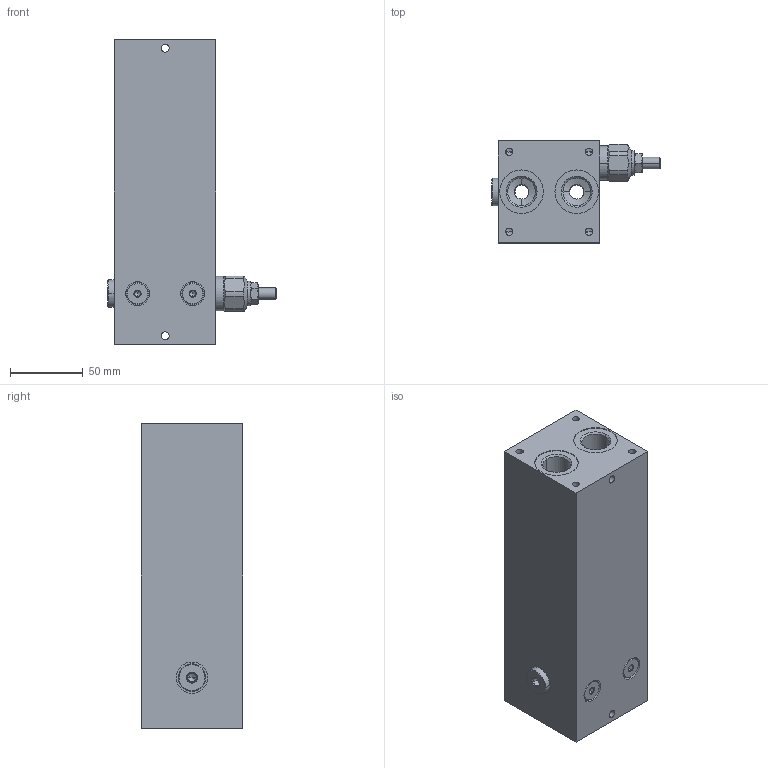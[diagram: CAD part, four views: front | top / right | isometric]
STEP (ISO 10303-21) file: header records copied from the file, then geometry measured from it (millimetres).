
FILE_DESCRIPTION((''),'2;1');
FILE_NAME('BM3AC2','2021-01-14T',('砐錪賧瘔蠈錪'),(''),'PRO/ENGINEER BY PARAMETRIC TECHNOLOGY CORPORATION, 2012480','PRO/ENGINEER BY PARAMETRIC TECHNOLOGY CORPORATION, 2012480','');
FILE_SCHEMA(('CONFIG_CONTROL_DESIGN'));
Length unit declared in the file: millimetre
Products named in the file (1): BM3AC2
Bounding box: 116 x 70 x 210 mm (x, y, z)
Volume: 932977.7 mm3; surface area: 118156.5 mm2
Topology: 1 solids, 4 shells, 762 faces, 1942 edges, 1183 vertices
Faces by surface type: plane 320, cylinder 220, cone 183, torus 28, bspline 7, revolution 4
Entity records: 38407 total; most frequent: CARTESIAN_POINT 20324, ORIENTED_EDGE 3756, DIRECTION 3693, EDGE_CURVE 1878, AXIS2_PLACEMENT_3D 1316, VERTEX_POINT 1183, VECTOR 1057, LINE 1057
